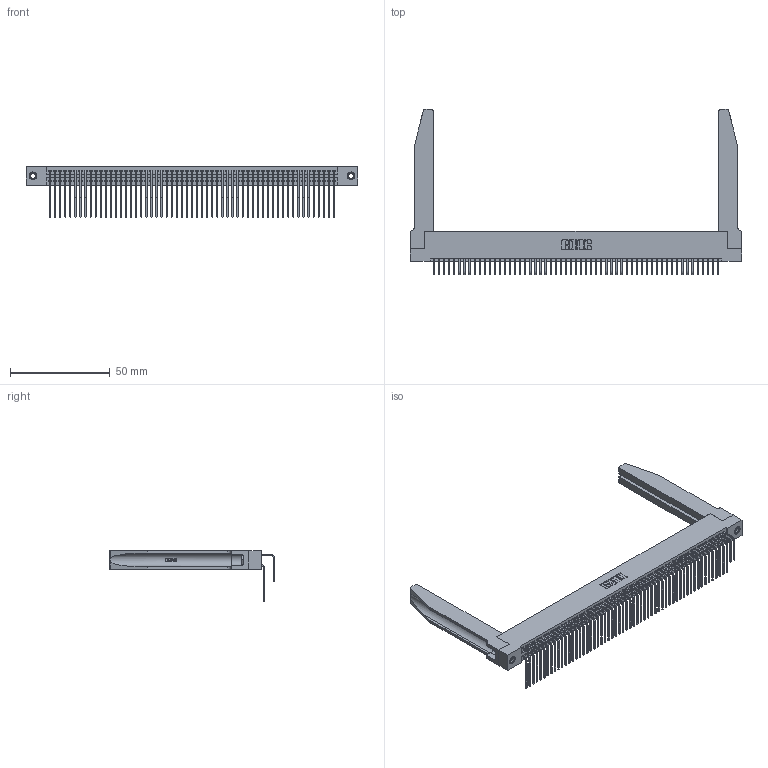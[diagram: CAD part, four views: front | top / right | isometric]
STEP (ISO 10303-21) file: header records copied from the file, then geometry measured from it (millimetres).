
FILE_DESCRIPTION (( 'STEP AP203' ), '1' );
FILE_NAME ('345-114-558-278.STEP', '2019-11-05T12:44:06', ( '' ), ( '' ), 'SwSTEP 2.0', 'SolidWorks 2016', '' );
FILE_SCHEMA (( 'CONFIG_CONTROL_DESIGN' ));
Length unit declared in the file: inch
Products named in the file (6): 345-220-078_345-220-078; 345 Part_Flush Mounting Lugs - 0.156 Dia-TH; 345-114-558-278; 345-250-001_345-250-001-102; 345-292-001_558 Tail - 2; 345-292-001_558 559 Tail - 1
Assembly tree (119 placements, depth 2):
  345-114-558-278
    345 Part_Flush Mounting Lugs - 0.156 Dia-TH
    345-292-001_558 559 Tail - 1  x57
    345-292-001_558 Tail - 2  x57
    345-250-001_345-250-001-102  x2
    345-220-078_345-220-078  x2
Bounding box: 166.01 x 82.79 x 25.53 mm (x, y, z)
Volume: 24694.1 mm3; surface area: 35237.4 mm2
Topology: 119 solids, 119 shells, 6288 faces, 18619 edges, 12250 vertices
Faces by surface type: plane 4212, cylinder 2024, bspline 36, cone 12, torus 4
Entity records: 49096 total; most frequent: CARTESIAN_POINT 9178, ORIENTED_EDGE 7958, DIRECTION 7041, EDGE_CURVE 3979, LINE 3485, VECTOR 3485, VERTEX_POINT 2644, AXIS2_PLACEMENT_3D 1778
